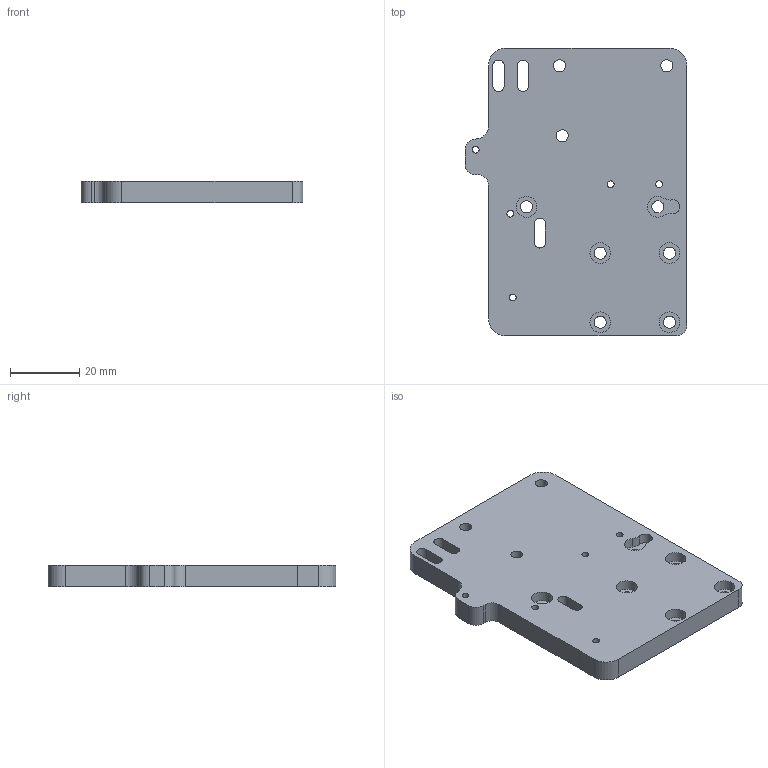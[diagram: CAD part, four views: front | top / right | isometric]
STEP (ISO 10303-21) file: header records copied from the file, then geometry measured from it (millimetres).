
FILE_DESCRIPTION(/* description */ (''),/* implementation_level */ '2;1');
FILE_NAME(/* name */ 'Hot End Mount_V_DD_.250_6061 v6.step',/* time_stamp */ '2022-12-17T14:02:18-05:00',/* author */ (''),/* organization */ (''),/* preprocessor_version */ 'ST-DEVELOPER v19.2',/* originating_system */ 'Autodesk Translation Framework v11.17.0.187',/* authorisation */ '');
FILE_SCHEMA (('AUTOMOTIVE_DESIGN { 1 0 10303 214 3 1 1 }'));
Length unit declared in the file: inch
Products named in the file (1): Hot End Mount_V_DD_.250_6061
Bounding box: 64 x 83.13 x 6.35 mm (x, y, z)
Volume: 29046 mm3; surface area: 12449.4 mm2
Topology: 1 solids, 1 shells, 61 faces, 159 edges, 106 vertices
Faces by surface type: cylinder 37, plane 24
Full cylindrical faces by diameter (mm): 2 x5, 3.5 x7, 3.517 x1, 3.518 x1, 5.994 x4, 6 x1
Entity records: 2017 total; most frequent: DIRECTION 357, CARTESIAN_POINT 327, ORIENTED_EDGE 318, EDGE_CURVE 159, AXIS2_PLACEMENT_3D 136, VERTEX_POINT 106, EDGE_LOOP 101, LINE 85
